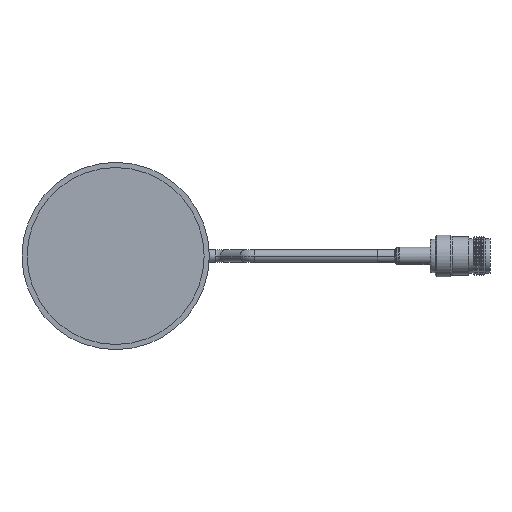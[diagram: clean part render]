
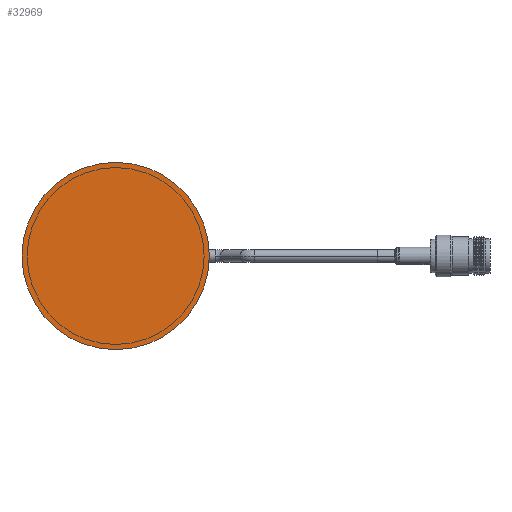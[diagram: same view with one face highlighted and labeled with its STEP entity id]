
A CAD part, front view. The second image highlights one B-rep face of the part: STEP entity #32969.
In plain terms, the highlighted planar face has unit normal (0, -1, 0).
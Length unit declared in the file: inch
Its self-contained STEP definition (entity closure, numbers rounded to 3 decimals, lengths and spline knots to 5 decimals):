
#741 = FACE_OUTER_BOUND ( 'NONE', #30333, .T. ) ;
#1474 = EDGE_CURVE ( 'NONE', #35084, #23664, #33275, .T. ) ;
#1641 = CARTESIAN_POINT ( 'NONE',  ( 0., -0.00984, 0. ) ) ;
#4339 = DIRECTION ( 'NONE',  ( 0., 0., 1. ) ) ;
#5410 = CARTESIAN_POINT ( 'NONE',  ( 0., -0.00984, -1.49606 ) ) ;
#6500 = ORIENTED_EDGE ( 'NONE', *, *, #9973, .F. ) ;
#6685 = DIRECTION ( 'NONE',  ( 0., 1., 0. ) ) ;
#9743 = DIRECTION ( 'NONE',  ( 0., 1., 0. ) ) ;
#9973 = EDGE_CURVE ( 'NONE', #23664, #35084, #23166, .T. ) ;
#11411 = DIRECTION ( 'NONE',  ( 0., 0., -1. ) ) ;
#11891 = AXIS2_PLACEMENT_3D ( 'NONE', #1641, #9743, #4339 ) ;
#12514 = AXIS2_PLACEMENT_3D ( 'NONE', #14100, #25823, #11411 ) ;
#14100 = CARTESIAN_POINT ( 'NONE',  ( 0., -0.00984, 0. ) ) ;
#14173 = ORIENTED_EDGE ( 'NONE', *, *, #1474, .F. ) ;
#15243 = CARTESIAN_POINT ( 'NONE',  ( 0., -0.00984, 1.49606 ) ) ;
#20383 = CARTESIAN_POINT ( 'NONE',  ( 0., -0.00984, 0. ) ) ;
#23166 = CIRCLE ( 'NONE', #26031, 1.49606 ) ;
#23664 = VERTEX_POINT ( 'NONE', #15243 ) ;
#25253 = PLANE ( 'NONE',  #11891 ) ;
#25823 = DIRECTION ( 'NONE',  ( 0., 1., 0. ) ) ;
#26031 = AXIS2_PLACEMENT_3D ( 'NONE', #20383, #6685, #31583 ) ;
#30333 = EDGE_LOOP ( 'NONE', ( #14173, #6500 ) ) ;
#31583 = DIRECTION ( 'NONE',  ( 0., 0., -1. ) ) ;
#32969 = ADVANCED_FACE ( 'NONE', ( #741 ), #25253, .F. ) ;
#33275 = CIRCLE ( 'NONE', #12514, 1.49606 ) ;
#35084 = VERTEX_POINT ( 'NONE', #5410 ) ;
